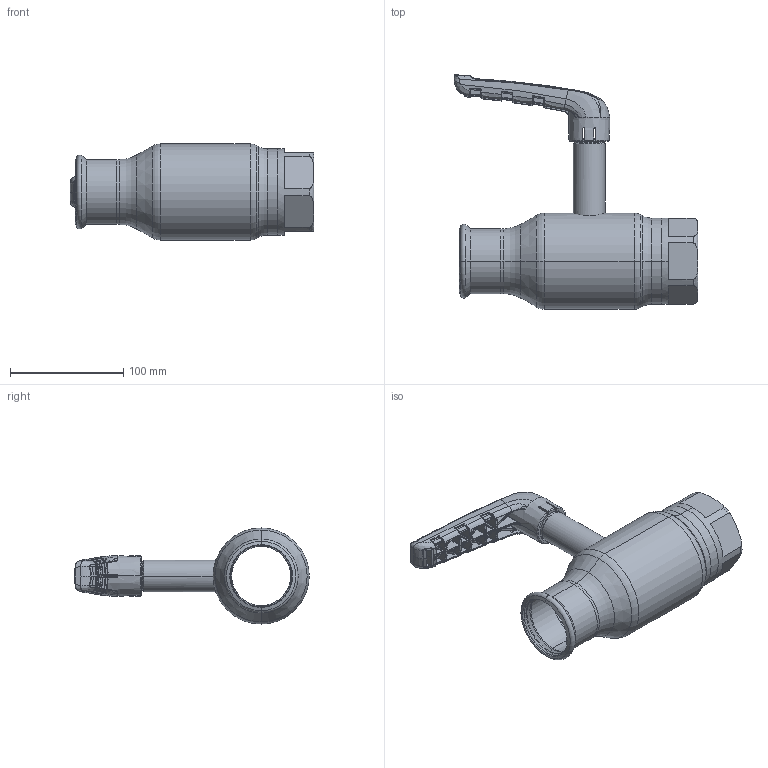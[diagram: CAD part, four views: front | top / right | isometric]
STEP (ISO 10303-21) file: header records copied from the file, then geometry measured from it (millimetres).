
FILE_DESCRIPTION (( 'STEP AP214' ), '1' );
FILE_NAME ('XPR21001 DN50 G2 x 54.step', '2018-09-25T10:39:24', ( '' ), ( '' ), 'SwSTEP 2.0', 'SolidWorks 2017', '' );
FILE_SCHEMA (( 'AUTOMOTIVE_DESIGN' ));
Length unit declared in the file: millimetre
Products named in the file (1): XPR21001 DN50 G2 x 54
Bounding box: 215.35 x 207.31 x 85 mm (x, y, z)
Surface area: 101181.8 mm2 (no closed solid volume)
Topology: 0 solids, 14 shells, 764 faces, 2576 edges, 1690 vertices
Faces by surface type: bspline 618, plane 55, cylinder 32, cone 28, torus 25, sphere 6
Entity records: 58588 total; most frequent: CARTESIAN_POINT 34103, ORIENTED_EDGE 4034, EDGE_CURVE 2564, B_SPLINE_CURVE_WITH_KNOTS 1802, VERTEX_POINT 1690, DIRECTION 1631, EDGE_LOOP 772, UNCERTAINTY_MEASURE_WITH_UNIT 766
